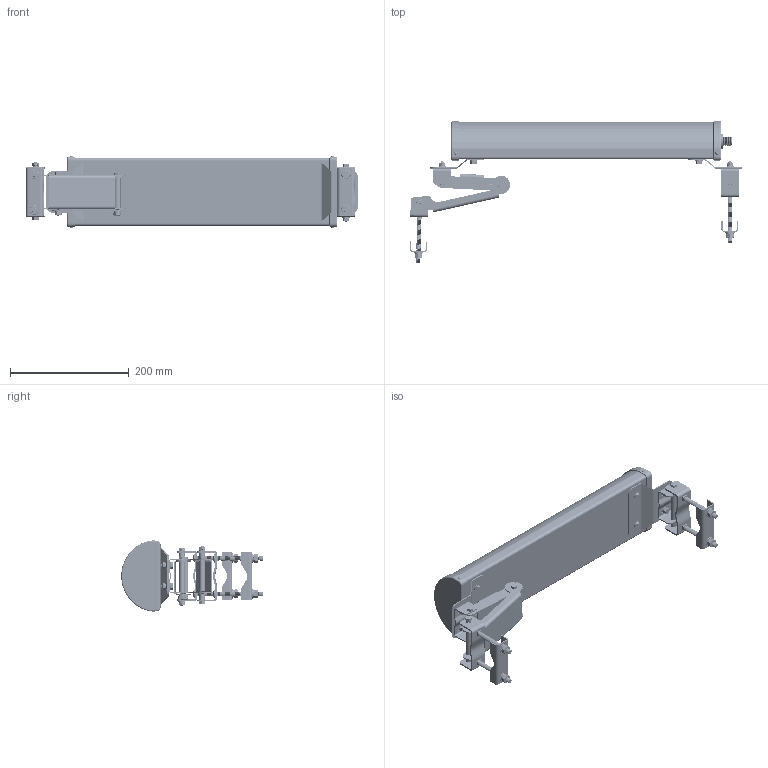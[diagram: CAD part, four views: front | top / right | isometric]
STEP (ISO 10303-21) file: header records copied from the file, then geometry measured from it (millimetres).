
FILE_DESCRIPTION (( 'STEP AP214' ), '1' );
FILE_NAME ('HG5814P-120.STEP', '2012-11-08T20:52:37', ( 'x' ), ( '' ), 'SwSTEP 2.0', 'SolidWorks 2012', '' );
FILE_SCHEMA (( 'AUTOMOTIVE_DESIGN' ));
Length unit declared in the file: inch
Products named in the file (7): HG5814P-120_ExtentionBracket-4; HG5814P-120_ExtentionBracket-3; HG5814P-120_ExtentionBracket-2; HG5814P-120_ExtentionBracket-1; HG5814P-120_Bracket; HG5814P-120_Antenna; HG5814P-120
Assembly tree (9 placements, depth 2):
  HG5814P-120
    HG5814P-120_Antenna
    HG5814P-120_Bracket  x2
    HG5814P-120_ExtentionBracket-1
    HG5814P-120_ExtentionBracket-2
    HG5814P-120_ExtentionBracket-3  x2
    HG5814P-120_ExtentionBracket-4  x2
Bounding box: 559.97 x 238.48 x 121.96 mm (x, y, z)
Volume: 2819380.3 mm3; surface area: 331931.7 mm2
Topology: 11 solids, 13 shells, 5339 faces, 11358 edges, 6167 vertices
Faces by surface type: cone 4070, plane 699, cylinder 409, torus 161
Entity records: 118527 total; most frequent: CARTESIAN_POINT 17619, DIRECTION 17462, ORIENTED_EDGE 14688, EDGE_CURVE 7344, AXIS2_PLACEMENT_3D 6884, VERTEX_POINT 4001, LINE 3694, VECTOR 3694
